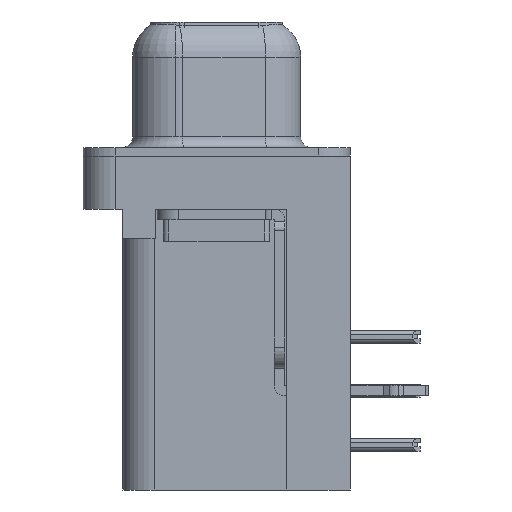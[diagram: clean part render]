
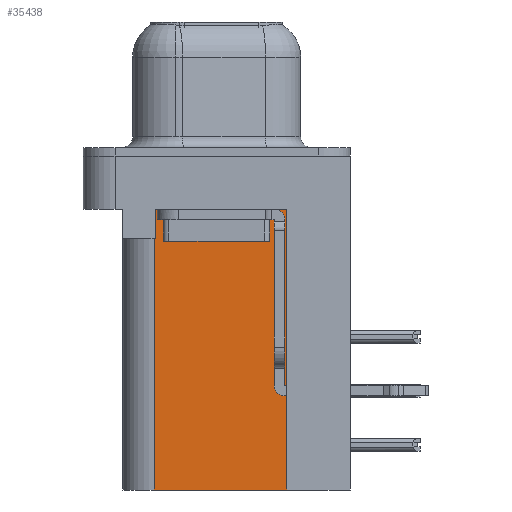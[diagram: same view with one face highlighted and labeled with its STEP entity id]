
A CAD part, left-side view. The second image highlights one B-rep face of the part: STEP entity #35438.
In plain terms, the highlighted planar face has unit normal (-1, 0, 0).
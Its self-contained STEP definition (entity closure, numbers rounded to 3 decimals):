
#535 = VECTOR ( 'NONE', #3166, 1000. ) ;
#968 = DIRECTION ( 'NONE',  ( 1., 0., 0. ) ) ;
#999 = ORIENTED_EDGE ( 'NONE', *, *, #30395, .T. ) ;
#1148 = CARTESIAN_POINT ( 'NONE',  ( 3.765, -3.295, -15.7 ) ) ;
#2326 = DIRECTION ( 'NONE',  ( 0., 0., -1. ) ) ;
#2960 = CARTESIAN_POINT ( 'NONE',  ( 3.765, -3.295, -15.7 ) ) ;
#3166 = DIRECTION ( 'NONE',  ( 0., 1., 0. ) ) ;
#4135 = VECTOR ( 'NONE', #27297, 1000. ) ;
#4393 = EDGE_CURVE ( 'NONE', #7449, #21791, #18384, .T. ) ;
#4553 = ORIENTED_EDGE ( 'NONE', *, *, #10289, .T. ) ;
#4980 = CARTESIAN_POINT ( 'NONE',  ( 3.765, 2.895, -3.9 ) ) ;
#7449 = VERTEX_POINT ( 'NONE', #2960 ) ;
#7630 = CARTESIAN_POINT ( 'NONE',  ( 3.765, 2.925, -3.9 ) ) ;
#8709 = ORIENTED_EDGE ( 'NONE', *, *, #23408, .F. ) ;
#8959 = LINE ( 'NONE', #36998, #9491 ) ;
#9111 = PLANE ( 'NONE',  #11657 ) ;
#9308 = VERTEX_POINT ( 'NONE', #27243 ) ;
#9405 = ORIENTED_EDGE ( 'NONE', *, *, #20933, .T. ) ;
#9491 = VECTOR ( 'NONE', #11053, 1000. ) ;
#9850 = DIRECTION ( 'NONE',  ( 0., 1., 0. ) ) ;
#10289 = EDGE_CURVE ( 'NONE', #7449, #32512, #13067, .T. ) ;
#10412 = CARTESIAN_POINT ( 'NONE',  ( 3.765, -3.295, -2.5 ) ) ;
#10528 = CARTESIAN_POINT ( 'NONE',  ( 3.765, 2.925, -15.7 ) ) ;
#11053 = DIRECTION ( 'NONE',  ( 0., 0., 1. ) ) ;
#11657 = AXIS2_PLACEMENT_3D ( 'NONE', #20676, #968, #33148 ) ;
#12430 = VECTOR ( 'NONE', #2326, 1000. ) ;
#13067 = LINE ( 'NONE', #30299, #4135 ) ;
#14965 = CARTESIAN_POINT ( 'NONE',  ( 3.765, -3.295, -2.5 ) ) ;
#15095 = CARTESIAN_POINT ( 'NONE',  ( 3.765, 0., -3.9 ) ) ;
#15459 = ORIENTED_EDGE ( 'NONE', *, *, #4393, .F. ) ;
#18384 = LINE ( 'NONE', #1148, #37089 ) ;
#20676 = CARTESIAN_POINT ( 'NONE',  ( 3.765, -3.295, -15.7 ) ) ;
#20709 = EDGE_LOOP ( 'NONE', ( #36638, #9405, #999, #8709, #15459, #4553 ) ) ;
#20838 = LINE ( 'NONE', #14965, #35582 ) ;
#20926 = VERTEX_POINT ( 'NONE', #7630 ) ;
#20933 = EDGE_CURVE ( 'NONE', #30838, #9308, #22412, .T. ) ;
#21791 = VERTEX_POINT ( 'NONE', #10528 ) ;
#22412 = LINE ( 'NONE', #4980, #12430 ) ;
#23408 = EDGE_CURVE ( 'NONE', #21791, #20926, #8959, .T. ) ;
#26923 = FACE_OUTER_BOUND ( 'NONE', #20709, .T. ) ;
#27243 = CARTESIAN_POINT ( 'NONE',  ( 3.765, 2.895, -3.9 ) ) ;
#27297 = DIRECTION ( 'NONE',  ( 0., 0., 1. ) ) ;
#30299 = CARTESIAN_POINT ( 'NONE',  ( 3.765, -3.295, -15.7 ) ) ;
#30395 = EDGE_CURVE ( 'NONE', #9308, #20926, #35723, .T. ) ;
#30838 = VERTEX_POINT ( 'NONE', #32987 ) ;
#31167 = EDGE_CURVE ( 'NONE', #32512, #30838, #20838, .T. ) ;
#32512 = VERTEX_POINT ( 'NONE', #10412 ) ;
#32987 = CARTESIAN_POINT ( 'NONE',  ( 3.765, 2.895, -2.5 ) ) ;
#33148 = DIRECTION ( 'NONE',  ( 0., 1., 0. ) ) ;
#35438 = ADVANCED_FACE ( 'NONE', ( #26923 ), #9111, .F. ) ;
#35582 = VECTOR ( 'NONE', #35600, 1000. ) ;
#35600 = DIRECTION ( 'NONE',  ( 0., 1., 0. ) ) ;
#35723 = LINE ( 'NONE', #15095, #535 ) ;
#36638 = ORIENTED_EDGE ( 'NONE', *, *, #31167, .T. ) ;
#36998 = CARTESIAN_POINT ( 'NONE',  ( 3.765, 2.925, -15.7 ) ) ;
#37089 = VECTOR ( 'NONE', #9850, 1000. ) ;
